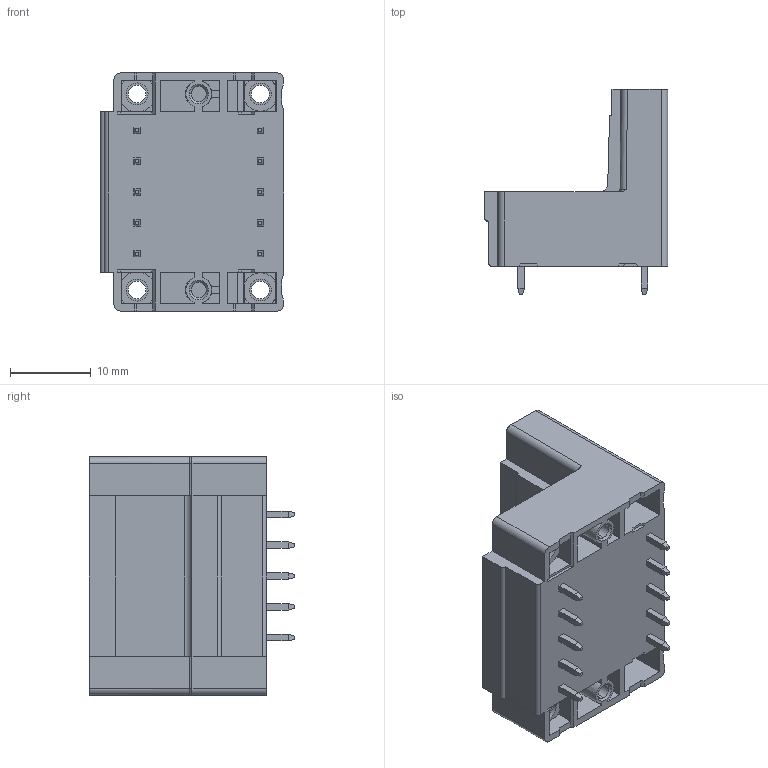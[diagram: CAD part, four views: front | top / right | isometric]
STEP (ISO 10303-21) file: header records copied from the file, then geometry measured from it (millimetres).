
FILE_DESCRIPTION((''),'2;1');
FILE_NAME('TLPHDW-105V-1','2024-09-23T10:53:12',('sheji109'),(''),'CREO PARAMETRIC BY PTC INC, 2018100','CREO PARAMETRIC BY PTC INC, 2018100','');
FILE_SCHEMA(('CONFIG_CONTROL_DESIGN'));
Length unit declared in the file: millimetre
Products named in the file (1): TLPHDW-105V-1
Bounding box: 22.7 x 25.4 x 29.44 mm (x, y, z)
Volume: 6024.1 mm3; surface area: 7135.8 mm2
Topology: 1 solids, 1 shells, 764 faces, 2007 edges, 1295 vertices
Faces by surface type: plane 644, cylinder 95, cone 18, sphere 5, bspline 2
Entity records: 23314 total; most frequent: CARTESIAN_POINT 4338, ORIENTED_EDGE 4004, DIRECTION 3722, EDGE_CURVE 2002, VECTOR 1688, LINE 1688, VERTEX_POINT 1295, AXIS2_PLACEMENT_3D 1017
